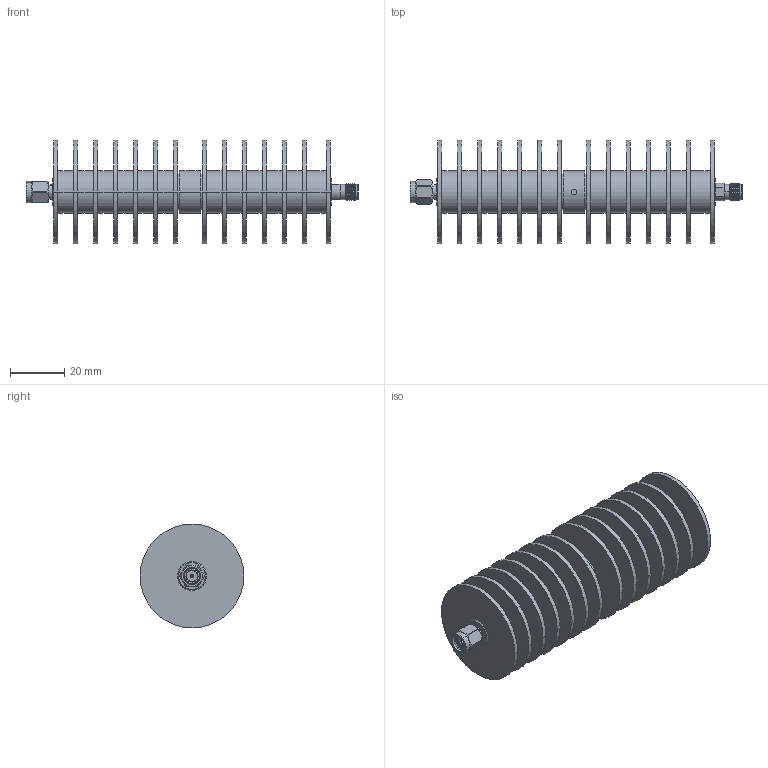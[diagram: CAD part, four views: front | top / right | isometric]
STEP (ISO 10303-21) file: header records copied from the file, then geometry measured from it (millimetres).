
FILE_DESCRIPTION (( 'STEP AP214' ), '1' );
FILE_NAME ('SA18S50W-20_3D.step', '2023-10-24T16:18:18', ( '' ), ( '' ), 'SwSTEP 2.0', 'SolidWorks 2022', '' );
FILE_SCHEMA (( 'AUTOMOTIVE_DESIGN' ));
Length unit declared in the file: inch
Products named in the file (1): SA18S50W-20_3D
Bounding box: 122 x 38.1 x 38.1 mm (x, y, z)
Volume: 40545.7 mm3; surface area: 34384.5 mm2
Topology: 1 solids, 1 shells, 203 faces, 453 edges, 293 vertices
Faces by surface type: cylinder 114, plane 53, cone 26, bspline 8, torus 2
Entity records: 8755 total; most frequent: CARTESIAN_POINT 4248, DIRECTION 958, ORIENTED_EDGE 906, EDGE_CURVE 453, AXIS2_PLACEMENT_3D 405, VERTEX_POINT 293, EDGE_LOOP 244, CIRCLE 209
